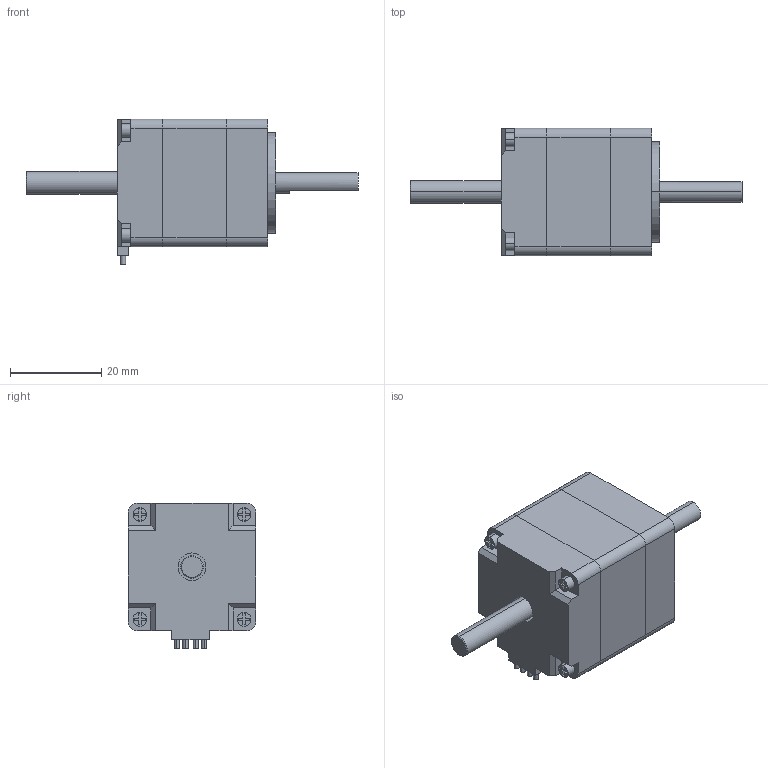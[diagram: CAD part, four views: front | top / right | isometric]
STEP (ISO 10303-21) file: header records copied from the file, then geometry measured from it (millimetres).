
FILE_DESCRIPTION (( 'STEP AP214' ), '1' );
FILE_NAME ('28HS3303B4.STEP', '2023-02-09T06:36:09', ( 'Windows 蚚誧' ), ( 'Organization' ), 'SwSTEP 2.0', 'SolidWorks 2021', '' );
FILE_SCHEMA (( 'AUTOMOTIVE_DESIGN' ));
Length unit declared in the file: millimetre
Products named in the file (1): 28HS3303B4
Bounding box: 72.8 x 28 x 32 mm (x, y, z)
Volume: 26537.6 mm3; surface area: 9996.5 mm2
Topology: 4 solids, 4 shells, 167 faces, 408 edges, 270 vertices
Faces by surface type: plane 115, cylinder 50, cone 2
Entity records: 6393 total; most frequent: DIRECTION 848, CARTESIAN_POINT 846, ORIENTED_EDGE 816, EDGE_CURVE 408, VECTOR 304, LINE 304, AXIS2_PLACEMENT_3D 272, VERTEX_POINT 270
